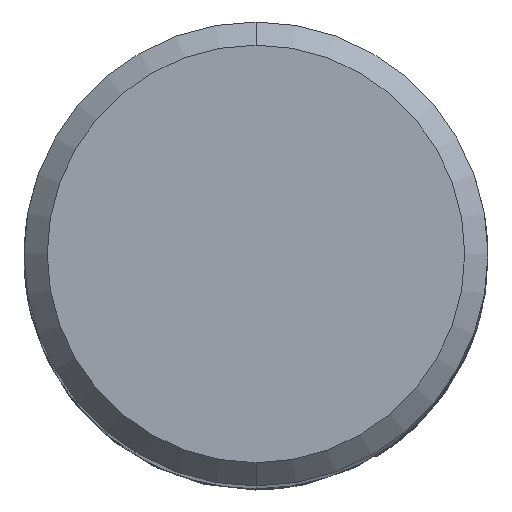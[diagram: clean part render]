
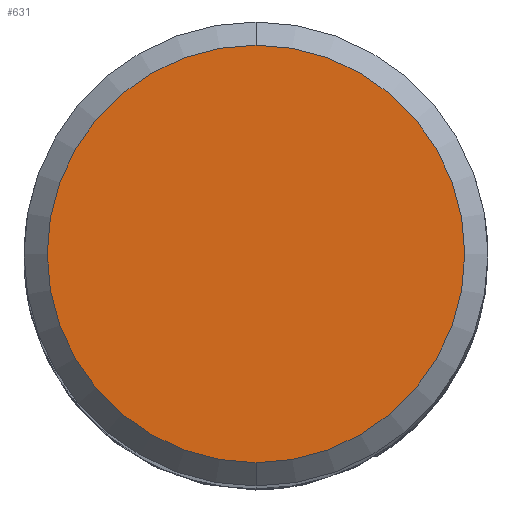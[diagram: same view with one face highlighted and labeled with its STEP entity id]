
A CAD part, top view. The second image highlights one B-rep face of the part: STEP entity #631.
In plain terms, the highlighted planar face has unit normal (0, 0, 1).
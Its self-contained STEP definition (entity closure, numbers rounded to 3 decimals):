
#631=ADVANCED_FACE('',(#1607),#1608,.T.);
#945=EDGE_CURVE('',#1243,#1427,#1954,.T.);
#1243=VERTEX_POINT('',#2278);
#1427=VERTEX_POINT('',#2476);
#1435=EDGE_CURVE('',#1427,#1243,#2484,.T.);
#1607=FACE_OUTER_BOUND('',#3419,.T.);
#1608=PLANE('',#3420);
#1954=CIRCLE('',#8029,7.2);
#2278=CARTESIAN_POINT('',(0.0,7.2,0.0));
#2476=CARTESIAN_POINT('',(0.,-7.2,0.0));
#2484=CIRCLE('',#15323,7.2);
#3419=EDGE_LOOP('',(#15577,#15578));
#3420=AXIS2_PLACEMENT_3D('',#15579,#15580,#15581);
#8029=AXIS2_PLACEMENT_3D('',#15975,#15976,#15977);
#15323=AXIS2_PLACEMENT_3D('',#16459,#16460,#16461);
#15577=ORIENTED_EDGE('',*,*,#945,.F.);
#15578=ORIENTED_EDGE('',*,*,#1435,.F.);
#15579=CARTESIAN_POINT('',(0.0,3.6,0.0));
#15580=DIRECTION('',(-0.0,0.0,1.0));
#15581=DIRECTION('',(0.0,-1.0,0.0));
#15975=CARTESIAN_POINT('',(0.0,0.0,0.0));
#15976=DIRECTION('',(0.0,0.0,-1.0));
#15977=DIRECTION('',(0.0,1.0,0.0));
#16459=CARTESIAN_POINT('',(0.0,0.0,0.0));
#16460=DIRECTION('',(0.0,0.0,-1.0));
#16461=DIRECTION('',(0.0,1.0,0.0));
